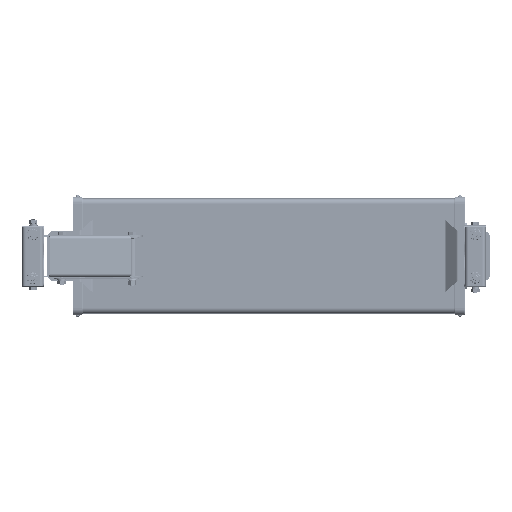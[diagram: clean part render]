
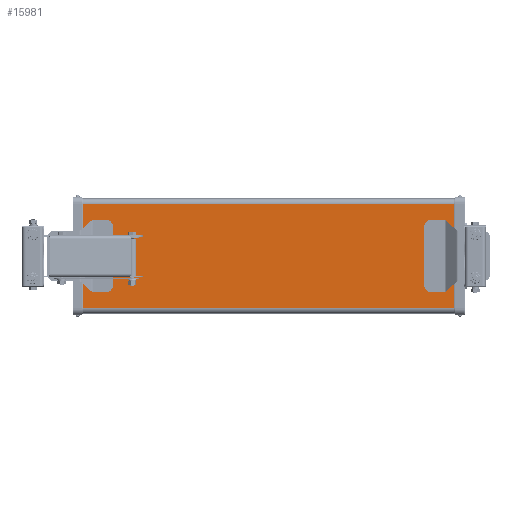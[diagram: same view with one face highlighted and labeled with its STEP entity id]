
A CAD part, front view. The second image highlights one B-rep face of the part: STEP entity #15981.
In plain terms, the highlighted planar face has unit normal (0, -1, 0).
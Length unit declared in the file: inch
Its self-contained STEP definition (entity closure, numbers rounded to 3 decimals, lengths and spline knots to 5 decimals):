
#1715 = VERTEX_POINT ( 'NONE', #79912 ) ;
#1786 = CARTESIAN_POINT ( 'NONE',  ( -10.055, 0.1, 2.84375 ) ) ;
#2510 = DIRECTION ( 'NONE',  ( 0., 0., -1. ) ) ;
#3406 = EDGE_LOOP ( 'NONE', ( #57492 ) ) ;
#3579 = CARTESIAN_POINT ( 'NONE',  ( -10.125, 0.1, -2.84375 ) ) ;
#4913 = CARTESIAN_POINT ( 'NONE',  ( 9.14895, 0.1, -1.1811 ) ) ;
#5021 = CARTESIAN_POINT ( 'NONE',  ( -10.125, 0.1, 2.84375 ) ) ;
#5854 = AXIS2_PLACEMENT_3D ( 'NONE', #4913, #48398, #11210 ) ;
#11210 = DIRECTION ( 'NONE',  ( 0., 0., -1. ) ) ;
#11319 = DIRECTION ( 'NONE',  ( 0., 0., -1. ) ) ;
#11416 = DIRECTION ( 'NONE',  ( 0., -1., 0. ) ) ;
#11455 = FACE_BOUND ( 'NONE', #3406, .T. ) ;
#13593 = CARTESIAN_POINT ( 'NONE',  ( -10.055, 0.1, -2.84375 ) ) ;
#14500 = CARTESIAN_POINT ( 'NONE',  ( 9.14895, 0.1, -1.3061 ) ) ;
#15302 = CIRCLE ( 'NONE', #70945, 0.125 ) ;
#15522 = VERTEX_POINT ( 'NONE', #73993 ) ;
#15981 = ADVANCED_FACE ( 'NONE', ( #42545, #66751, #11455, #59050, #26034 ), #16475, .T. ) ;
#16475 = PLANE ( 'NONE',  #70221 ) ;
#18248 = CIRCLE ( 'NONE', #61109, 0.125 ) ;
#18361 = LINE ( 'NONE', #19931, #80383 ) ;
#19148 = EDGE_LOOP ( 'NONE', ( #54838 ) ) ;
#19172 = VECTOR ( 'NONE', #39242, 39.37008 ) ;
#19931 = CARTESIAN_POINT ( 'NONE',  ( -10.125, 0.1, 2.84375 ) ) ;
#26034 = FACE_OUTER_BOUND ( 'NONE', #52005, .T. ) ;
#26248 = EDGE_CURVE ( 'NONE', #15522, #1715, #66693, .T. ) ;
#26440 = EDGE_CURVE ( 'NONE', #40722, #40722, #70514, .T. ) ;
#26826 = CARTESIAN_POINT ( 'NONE',  ( 9.14895, 0.1, 1.0561 ) ) ;
#27033 = CARTESIAN_POINT ( 'NONE',  ( 10.055, 0.1, 2.84375 ) ) ;
#27358 = CARTESIAN_POINT ( 'NONE',  ( -9.14895, 0.1, -1.3061 ) ) ;
#32865 = CARTESIAN_POINT ( 'NONE',  ( -9.14895, 0.1, 1.1811 ) ) ;
#38401 = EDGE_CURVE ( 'NONE', #66250, #45815, #58195, .T. ) ;
#39116 = DIRECTION ( 'NONE',  ( 0., 0., -1. ) ) ;
#39242 = DIRECTION ( 'NONE',  ( 0., 0., 1. ) ) ;
#39765 = DIRECTION ( 'NONE',  ( 0., -1., 0. ) ) ;
#40722 = VERTEX_POINT ( 'NONE', #14500 ) ;
#42093 = VERTEX_POINT ( 'NONE', #27358 ) ;
#42203 = LINE ( 'NONE', #3579, #68319 ) ;
#42545 = FACE_BOUND ( 'NONE', #49950, .T. ) ;
#42961 = ORIENTED_EDGE ( 'NONE', *, *, #60277, .F. ) ;
#43179 = VERTEX_POINT ( 'NONE', #74216 ) ;
#44047 = EDGE_CURVE ( 'NONE', #45815, #15522, #42203, .T. ) ;
#45291 = EDGE_CURVE ( 'NONE', #66250, #1715, #18361, .T. ) ;
#45815 = VERTEX_POINT ( 'NONE', #13593 ) ;
#45936 = ORIENTED_EDGE ( 'NONE', *, *, #38401, .T. ) ;
#46873 = EDGE_LOOP ( 'NONE', ( #42961 ) ) ;
#47074 = DIRECTION ( 'NONE',  ( 1., 0., 0. ) ) ;
#47285 = AXIS2_PLACEMENT_3D ( 'NONE', #48600, #11416, #54852 ) ;
#48398 = DIRECTION ( 'NONE',  ( 0., -1., 0. ) ) ;
#48511 = DIRECTION ( 'NONE',  ( 0., -1., 0. ) ) ;
#48600 = CARTESIAN_POINT ( 'NONE',  ( -9.14895, 0.1, -1.1811 ) ) ;
#49950 = EDGE_LOOP ( 'NONE', ( #62831 ) ) ;
#52005 = EDGE_LOOP ( 'NONE', ( #77170, #45936, #74179, #56991 ) ) ;
#53427 = EDGE_CURVE ( 'NONE', #43179, #43179, #18248, .T. ) ;
#54838 = ORIENTED_EDGE ( 'NONE', *, *, #59015, .F. ) ;
#54852 = DIRECTION ( 'NONE',  ( 0., 0., -1. ) ) ;
#56991 = ORIENTED_EDGE ( 'NONE', *, *, #26248, .T. ) ;
#57145 = DIRECTION ( 'NONE',  ( 1., 0., 0. ) ) ;
#57492 = ORIENTED_EDGE ( 'NONE', *, *, #53427, .F. ) ;
#58195 = LINE ( 'NONE', #1786, #74593 ) ;
#59015 = EDGE_CURVE ( 'NONE', #68218, #68218, #15302, .T. ) ;
#59050 = FACE_BOUND ( 'NONE', #19148, .T. ) ;
#59537 = CIRCLE ( 'NONE', #47285, 0.125 ) ;
#60277 = EDGE_CURVE ( 'NONE', #42093, #42093, #59537, .T. ) ;
#61109 = AXIS2_PLACEMENT_3D ( 'NONE', #32865, #76215, #39116 ) ;
#62831 = ORIENTED_EDGE ( 'NONE', *, *, #26440, .F. ) ;
#63946 = DIRECTION ( 'NONE',  ( 0., 0., -1. ) ) ;
#66250 = VERTEX_POINT ( 'NONE', #68575 ) ;
#66693 = LINE ( 'NONE', #27033, #19172 ) ;
#66751 = FACE_BOUND ( 'NONE', #46873, .T. ) ;
#68218 = VERTEX_POINT ( 'NONE', #26826 ) ;
#68319 = VECTOR ( 'NONE', #47074, 39.37008 ) ;
#68575 = CARTESIAN_POINT ( 'NONE',  ( -10.055, 0.1, 2.84375 ) ) ;
#70221 = AXIS2_PLACEMENT_3D ( 'NONE', #5021, #48511, #11319 ) ;
#70514 = CIRCLE ( 'NONE', #5854, 0.125 ) ;
#70945 = AXIS2_PLACEMENT_3D ( 'NONE', #76861, #39765, #2510 ) ;
#73993 = CARTESIAN_POINT ( 'NONE',  ( 10.055, 0.1, -2.84375 ) ) ;
#74179 = ORIENTED_EDGE ( 'NONE', *, *, #44047, .T. ) ;
#74216 = CARTESIAN_POINT ( 'NONE',  ( -9.14895, 0.1, 1.0561 ) ) ;
#74593 = VECTOR ( 'NONE', #63946, 39.37008 ) ;
#76215 = DIRECTION ( 'NONE',  ( 0., -1., 0. ) ) ;
#76861 = CARTESIAN_POINT ( 'NONE',  ( 9.14895, 0.1, 1.1811 ) ) ;
#77170 = ORIENTED_EDGE ( 'NONE', *, *, #45291, .F. ) ;
#79912 = CARTESIAN_POINT ( 'NONE',  ( 10.055, 0.1, 2.84375 ) ) ;
#80383 = VECTOR ( 'NONE', #57145, 39.37008 ) ;
